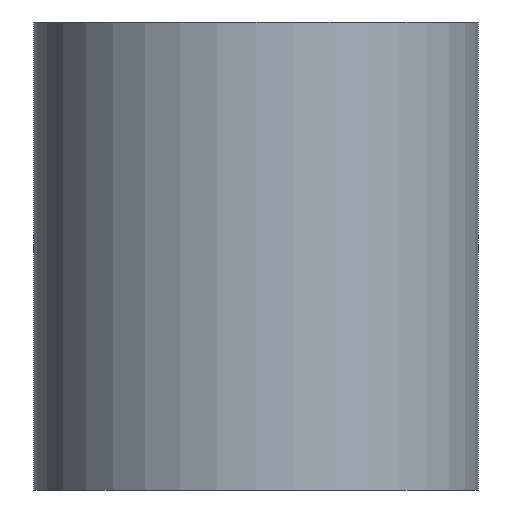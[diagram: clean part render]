
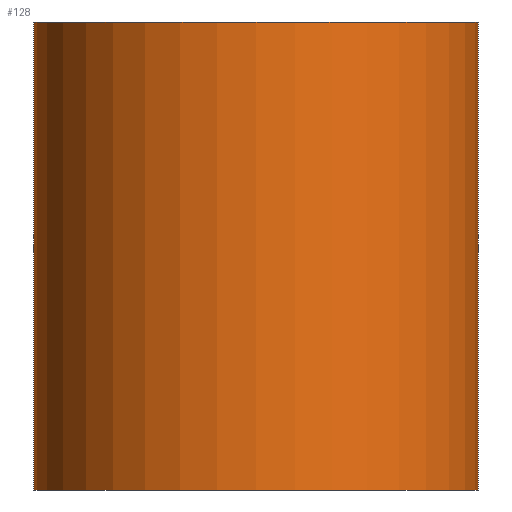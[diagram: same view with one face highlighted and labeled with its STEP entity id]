
A CAD part, front view. The second image highlights one B-rep face of the part: STEP entity #128.
In plain terms, the highlighted cylindrical face has radius 9.5 mm (diameter 19 mm), a partial arc.
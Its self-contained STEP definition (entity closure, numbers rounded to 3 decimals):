
#3 = VECTOR ( 'NONE', #17, 1000. ) ;
#6 = DIRECTION ( 'NONE',  ( 1., 0., 0. ) ) ;
#13 = LINE ( 'NONE', #87, #204 ) ;
#17 = DIRECTION ( 'NONE',  ( 0., 0., -1. ) ) ;
#18 = CARTESIAN_POINT ( 'NONE',  ( 9.5, 0., 20. ) ) ;
#23 = VERTEX_POINT ( 'NONE', #25 ) ;
#25 = CARTESIAN_POINT ( 'NONE',  ( -9.5, 0., 20. ) ) ;
#34 = DIRECTION ( 'NONE',  ( 0., 0., -1. ) ) ;
#40 = CYLINDRICAL_SURFACE ( 'NONE', #206, 9.5 ) ;
#62 = CARTESIAN_POINT ( 'NONE',  ( 0., 0., 20. ) ) ;
#75 = EDGE_CURVE ( 'NONE', #23, #265, #13, .T. ) ;
#83 = ORIENTED_EDGE ( 'NONE', *, *, #307, .F. ) ;
#87 = CARTESIAN_POINT ( 'NONE',  ( -9.5, 0., 20. ) ) ;
#89 = VERTEX_POINT ( 'NONE', #278 ) ;
#90 = CARTESIAN_POINT ( 'NONE',  ( 0., 0., 0. ) ) ;
#103 = ORIENTED_EDGE ( 'NONE', *, *, #144, .F. ) ;
#128 = ADVANCED_FACE ( 'NONE', ( #164 ), #40, .T. ) ;
#141 = DIRECTION ( 'NONE',  ( 0., 0., -1. ) ) ;
#144 = EDGE_CURVE ( 'NONE', #23, #89, #225, .T. ) ;
#164 = FACE_OUTER_BOUND ( 'NONE', #229, .T. ) ;
#204 = VECTOR ( 'NONE', #34, 1000. ) ;
#206 = AXIS2_PLACEMENT_3D ( 'NONE', #238, #141, #248 ) ;
#209 = AXIS2_PLACEMENT_3D ( 'NONE', #62, #214, #264 ) ;
#214 = DIRECTION ( 'NONE',  ( 0., 0., 1. ) ) ;
#225 = CIRCLE ( 'NONE', #209, 9.5 ) ;
#229 = EDGE_LOOP ( 'NONE', ( #83, #103, #315, #309 ) ) ;
#236 = EDGE_CURVE ( 'NONE', #265, #333, #328, .T. ) ;
#238 = CARTESIAN_POINT ( 'NONE',  ( 0., 0., 20. ) ) ;
#248 = DIRECTION ( 'NONE',  ( -1., 0., 0. ) ) ;
#253 = CARTESIAN_POINT ( 'NONE',  ( 9.5, 0., 0. ) ) ;
#264 = DIRECTION ( 'NONE',  ( 1., 0., 0. ) ) ;
#265 = VERTEX_POINT ( 'NONE', #288 ) ;
#270 = LINE ( 'NONE', #18, #3 ) ;
#278 = CARTESIAN_POINT ( 'NONE',  ( 9.5, 0., 20. ) ) ;
#288 = CARTESIAN_POINT ( 'NONE',  ( -9.5, 0., 0. ) ) ;
#293 = DIRECTION ( 'NONE',  ( 0., 0., 1. ) ) ;
#299 = AXIS2_PLACEMENT_3D ( 'NONE', #90, #293, #6 ) ;
#307 = EDGE_CURVE ( 'NONE', #89, #333, #270, .T. ) ;
#309 = ORIENTED_EDGE ( 'NONE', *, *, #236, .T. ) ;
#315 = ORIENTED_EDGE ( 'NONE', *, *, #75, .T. ) ;
#328 = CIRCLE ( 'NONE', #299, 9.5 ) ;
#333 = VERTEX_POINT ( 'NONE', #253 ) ;
